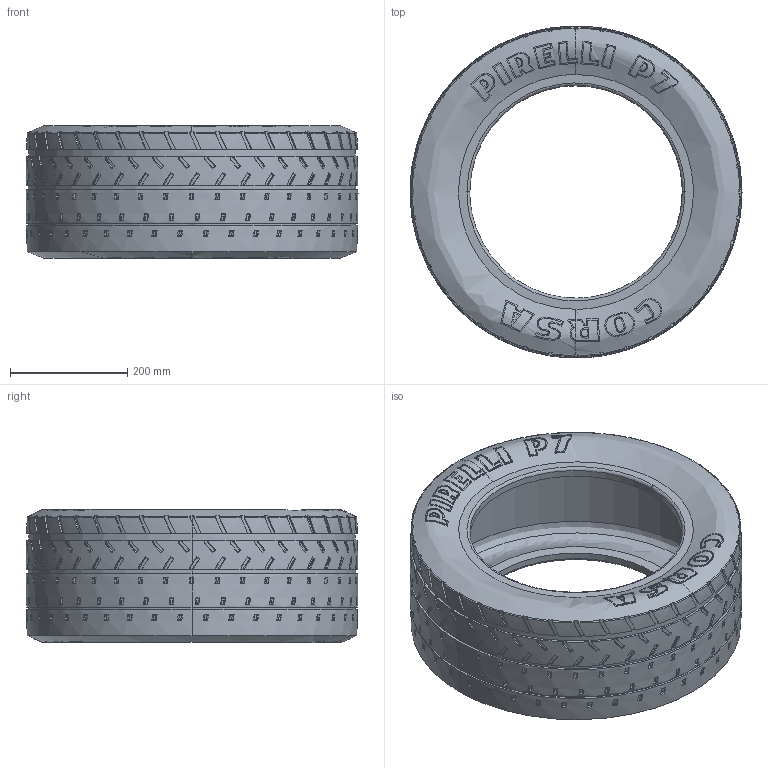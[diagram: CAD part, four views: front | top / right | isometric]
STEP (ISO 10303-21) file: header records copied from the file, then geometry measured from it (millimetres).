
FILE_DESCRIPTION(('FreeCAD Model'),'2;1');
FILE_NAME('Open CASCADE Shape Model','2025-05-04T09:22:43',('FreeCAD'),( 'FreeCAD'),'Open CASCADE STEP processor 7.6','FreeCAD','Unknown');
FILE_SCHEMA(('AUTOMOTIVE_DESIGN { 1 0 10303 214 1 1 1 1 }'));
Products named in the file (1): Open CASCADE STEP translator 7.6 1
Bounding box: 566.27 x 566.25 x 228.26 mm (x, y, z)
Volume: 7166546.2 mm3; surface area: 1360732 mm2
Topology: 1 solids, 1 shells, 5732 faces, 14908 edges, 8816 vertices
Faces by surface type: bspline 5732
Entity records: 236874 total; most frequent: CARTESIAN_POINT 154895, ORIENTED_EDGE 28696, EDGE_CURVE 14348, B_SPLINE_CURVE_WITH_KNOTS 11056, VERTEX_POINT 8816, FACE_BOUND 5932, EDGE_LOOP 5932, ADVANCED_FACE 5732
